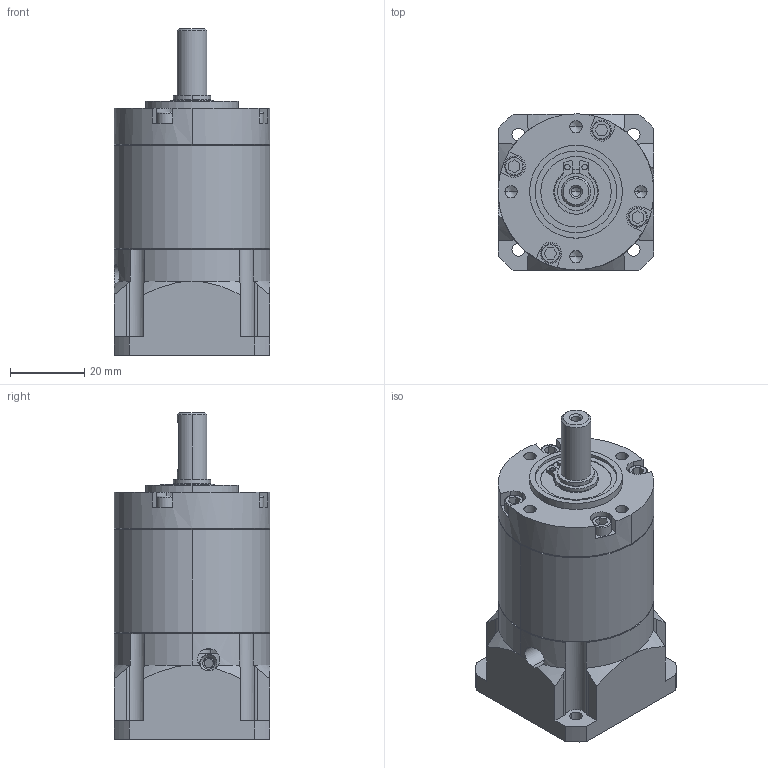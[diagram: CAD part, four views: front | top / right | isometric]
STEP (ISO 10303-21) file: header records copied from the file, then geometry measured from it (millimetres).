
FILE_DESCRIPTION (( 'STEP AP203' ), '1' );
FILE_NAME ('EG17-G50.STEP', '2023-01-11T01:46:33', ( '' ), ( '' ), 'SwSTEP 2.0', 'SolidWorks 2016', '' );
FILE_SCHEMA (( 'CONFIG_CONTROL_DESIGN' ));
Length unit declared in the file: millimetre
Products named in the file (7): nema17input flange; input shaft; EG17-G50; EG17 shaft-2; Φ10circlip; M3hexagon socket head cap screw; 6801
Assembly tree (13 placements, depth 2):
  EG17-G50
    EG17 shaft-2
    nema17input flange
    input shaft
    Φ10circlip
    M3hexagon socket head cap screw  x8
    6801
Bounding box: 42 x 42 x 88 mm (x, y, z)
Volume: 87026.3 mm3; surface area: 24302.4 mm2
Topology: 13 solids, 13 shells, 374 faces, 919 edges, 594 vertices
Faces by surface type: cylinder 169, plane 152, cone 36, bspline 17
Entity records: 10254 total; most frequent: CARTESIAN_POINT 2245, DIRECTION 1572, ORIENTED_EDGE 1426, EDGE_CURVE 713, AXIS2_PLACEMENT_3D 632, VERTEX_POINT 468, EDGE_LOOP 345, CIRCLE 336
